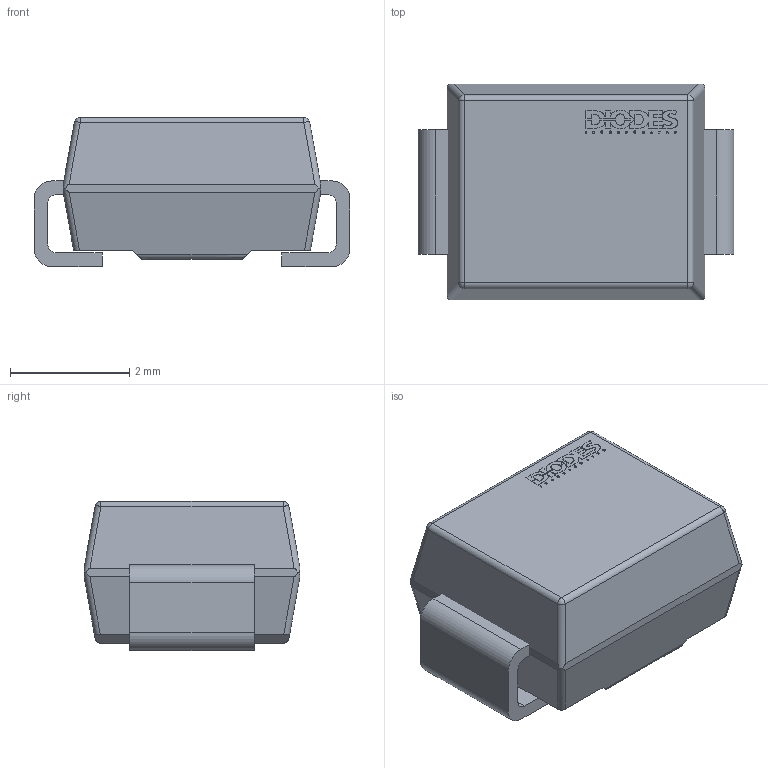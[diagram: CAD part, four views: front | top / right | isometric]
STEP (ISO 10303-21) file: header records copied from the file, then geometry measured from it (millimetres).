
FILE_DESCRIPTION(/* description */ (''),/* implementation_level */ '2;1');
FILE_NAME(/* name */ 'Diode_SMBJ36CA-13-F_SMB.stp',/* time_stamp */ '2023-02-02T14:51:29+02:00',/* author */ ('thall'),/* organization */ (''),/* preprocessor_version */ 'ST-DEVELOPER v18.1',/* originating_system */ 'Autodesk Inventor 2021',/* authorisation */ '');
FILE_SCHEMA (('AUTOMOTIVE_DESIGN { 1 0 10303 214 3 1 1 }'));
Length unit declared in the file: millimetre
Products named in the file (4): Diode_SMBJ36CA-13-F_SMB; 1; 2; Diod Logo
Assembly tree (3 placements, depth 2):
  Diode_SMBJ36CA-13-F_SMB
    1
    2
    Diod Logo
Bounding box: 5.3 x 3.62 x 2.5 mm (x, y, z)
Volume: 35.2 mm3; surface area: 86.9 mm2
Topology: 19 solids, 19 shells, 412 faces, 1110 edges, 736 vertices
Faces by surface type: plane 205, bspline 177, cylinder 26, sphere 4
Entity records: 13490 total; most frequent: CARTESIAN_POINT 4022, ORIENTED_EDGE 2220, DIRECTION 1376, EDGE_CURVE 1110, VERTEX_POINT 736, LINE 692, VECTOR 692, EDGE_LOOP 426
